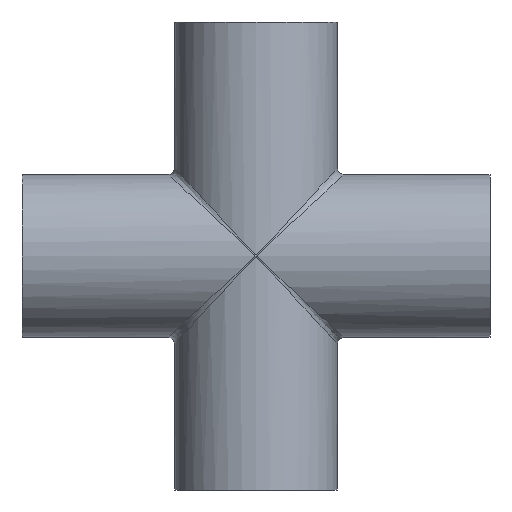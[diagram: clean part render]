
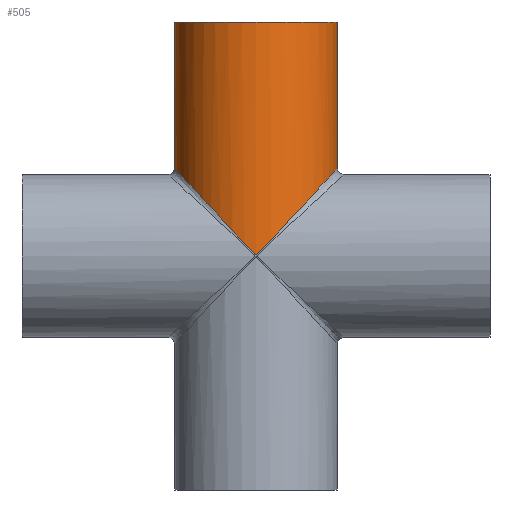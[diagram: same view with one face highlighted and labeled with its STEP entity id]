
A CAD part, front view. The second image highlights one B-rep face of the part: STEP entity #505.
In plain terms, the highlighted cylindrical face has radius 25.4 mm (diameter 50.8 mm), a partial arc.
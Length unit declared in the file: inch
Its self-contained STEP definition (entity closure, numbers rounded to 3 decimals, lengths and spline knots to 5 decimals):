
#5 = VERTEX_POINT ( 'NONE', #466 ) ;
#150 = CYLINDRICAL_SURFACE ( 'NONE', #253, 1. ) ;
#164 = DIRECTION ( 'NONE',  ( 0., 0., -1. ) ) ;
#165 = CARTESIAN_POINT ( 'NONE',  ( -1., 0., 2.87402 ) ) ;
#167 = ORIENTED_EDGE ( 'NONE', *, *, #591, .T. ) ;
#186 = DIRECTION ( 'NONE',  ( 0., 0., 1. ) ) ;
#189 = CARTESIAN_POINT ( 'NONE',  ( 1., 0., 2.87402 ) ) ;
#230 = VERTEX_POINT ( 'NONE', #469 ) ;
#253 = AXIS2_PLACEMENT_3D ( 'NONE', #1032, #164, #337 ) ;
#255 = CARTESIAN_POINT ( 'NONE',  ( 0., -1., 0. ) ) ;
#258 = ORIENTED_EDGE ( 'NONE', *, *, #697, .F. ) ;
#280 = CARTESIAN_POINT ( 'NONE',  ( 0., -1., 0. ) ) ;
#291 = AXIS2_PLACEMENT_3D ( 'NONE', #890, #186, #470 ) ;
#322 = ORIENTED_EDGE ( 'NONE', *, *, #530, .T. ) ;
#337 = DIRECTION ( 'NONE',  ( -1., 0., 0. ) ) ;
#345 = VERTEX_POINT ( 'NONE', #1039 ) ;
#346 = EDGE_CURVE ( 'NONE', #345, #5, #564, .T. ) ;
#360 = LINE ( 'NONE', #189, #1139 ) ;
#386 = ORIENTED_EDGE ( 'NONE', *, *, #346, .T. ) ;
#454 = CIRCLE ( 'NONE', #291, 1. ) ;
#466 = CARTESIAN_POINT ( 'NONE',  ( -1., 0., 1.07874 ) ) ;
#469 = CARTESIAN_POINT ( 'NONE',  ( 1., 0., 1.07874 ) ) ;
#470 = DIRECTION ( 'NONE',  ( 1., 0., 0. ) ) ;
#505 = ADVANCED_FACE ( 'NONE', ( #621 ), #150, .T. ) ;
#516 = CARTESIAN_POINT ( 'NONE',  ( -0.58579, -1., 0.63191 ) ) ;
#530 = EDGE_CURVE ( 'NONE', #5, #1051, #777, .T. ) ;
#536 =( BOUNDED_CURVE ( )  B_SPLINE_CURVE ( 3, ( #255, #964, #960, #1038 ),
 .UNSPECIFIED., .F., .T. ) 
 B_SPLINE_CURVE_WITH_KNOTS ( ( 4, 4 ),
 ( 1.5708, 3.14159 ),
 .UNSPECIFIED. ) 
 CURVE ( )  GEOMETRIC_REPRESENTATION_ITEM ( )  RATIONAL_B_SPLINE_CURVE ( ( 1., 0.805, 0.805, 1. ) ) 
 REPRESENTATION_ITEM ( '' )  );
#549 = DIRECTION ( 'NONE',  ( 0., 0., -1. ) ) ;
#562 = EDGE_LOOP ( 'NONE', ( #824, #258, #386, #322, #167 ) ) ;
#564 = LINE ( 'NONE', #165, #1057 ) ;
#591 = EDGE_CURVE ( 'NONE', #1051, #230, #536, .T. ) ;
#621 = FACE_OUTER_BOUND ( 'NONE', #562, .T. ) ;
#697 = EDGE_CURVE ( 'NONE', #345, #794, #454, .T. ) ;
#701 = CARTESIAN_POINT ( 'NONE',  ( -1., 0., 1.07874 ) ) ;
#771 = CARTESIAN_POINT ( 'NONE',  ( -1., -0.58579, 1.07874 ) ) ;
#776 = DIRECTION ( 'NONE',  ( 0., 0., -1. ) ) ;
#777 =( BOUNDED_CURVE ( )  B_SPLINE_CURVE ( 3, ( #701, #771, #516, #1130 ),
 .UNSPECIFIED., .F., .T. ) 
 B_SPLINE_CURVE_WITH_KNOTS ( ( 4, 4 ),
 ( 0., 1.5708 ),
 .UNSPECIFIED. ) 
 CURVE ( )  GEOMETRIC_REPRESENTATION_ITEM ( )  RATIONAL_B_SPLINE_CURVE ( ( 1., 0.805, 0.805, 1. ) ) 
 REPRESENTATION_ITEM ( '' )  );
#794 = VERTEX_POINT ( 'NONE', #893 ) ;
#824 = ORIENTED_EDGE ( 'NONE', *, *, #998, .F. ) ;
#890 = CARTESIAN_POINT ( 'NONE',  ( 0., 0., 2.87402 ) ) ;
#893 = CARTESIAN_POINT ( 'NONE',  ( 1., 0., 2.87402 ) ) ;
#960 = CARTESIAN_POINT ( 'NONE',  ( 1., -0.58579, 1.07874 ) ) ;
#964 = CARTESIAN_POINT ( 'NONE',  ( 0.58579, -1., 0.63191 ) ) ;
#998 = EDGE_CURVE ( 'NONE', #794, #230, #360, .T. ) ;
#1032 = CARTESIAN_POINT ( 'NONE',  ( 0., 0., 2.87402 ) ) ;
#1038 = CARTESIAN_POINT ( 'NONE',  ( 1., 0., 1.07874 ) ) ;
#1039 = CARTESIAN_POINT ( 'NONE',  ( -1., 0., 2.87402 ) ) ;
#1051 = VERTEX_POINT ( 'NONE', #280 ) ;
#1057 = VECTOR ( 'NONE', #776, 39.37008 ) ;
#1130 = CARTESIAN_POINT ( 'NONE',  ( 0., -1., 0. ) ) ;
#1139 = VECTOR ( 'NONE', #549, 39.37008 ) ;
